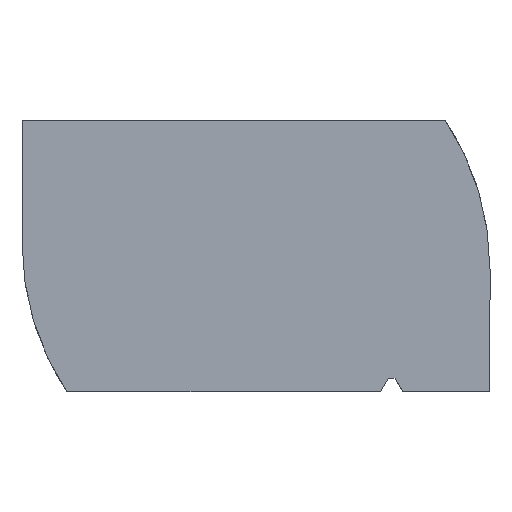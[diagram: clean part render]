
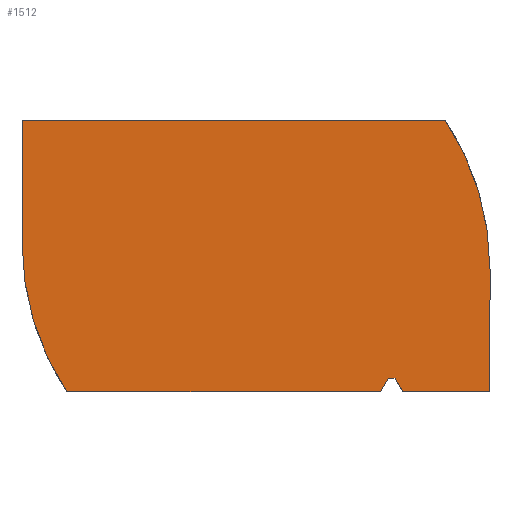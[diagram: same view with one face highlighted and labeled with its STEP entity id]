
A CAD part, front view. The second image highlights one B-rep face of the part: STEP entity #1512.
In plain terms, the highlighted planar face has unit normal (0, -1, 0).
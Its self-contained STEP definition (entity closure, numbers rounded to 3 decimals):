
#12 = EDGE_CURVE ( 'NONE', #32, #108, #1160, .T. ) ;
#30 = ORIENTED_EDGE ( 'NONE', *, *, #380, .F. ) ;
#32 = VERTEX_POINT ( 'NONE', #513 ) ;
#42 = VERTEX_POINT ( 'NONE', #1041 ) ;
#54 = ORIENTED_EDGE ( 'NONE', *, *, #12, .T. ) ;
#68 = ORIENTED_EDGE ( 'NONE', *, *, #1265, .T. ) ;
#101 = DIRECTION ( 'NONE',  ( 0., 1., 0. ) ) ;
#108 = VERTEX_POINT ( 'NONE', #1326 ) ;
#121 = PLANE ( 'NONE',  #930 ) ;
#149 = EDGE_CURVE ( 'NONE', #42, #1623, #923, .T. ) ;
#180 = EDGE_CURVE ( 'NONE', #1200, #108, #1081, .T. ) ;
#272 = VECTOR ( 'NONE', #770, 1000. ) ;
#279 = VECTOR ( 'NONE', #411, 1000. ) ;
#318 = ORIENTED_EDGE ( 'NONE', *, *, #149, .F. ) ;
#341 = DIRECTION ( 'NONE',  ( 1., 0., 0. ) ) ;
#362 = DIRECTION ( 'NONE',  ( 0., -1., 0. ) ) ;
#379 = VERTEX_POINT ( 'NONE', #420 ) ;
#380 = EDGE_CURVE ( 'NONE', #1623, #379, #1279, .T. ) ;
#390 = EDGE_CURVE ( 'NONE', #655, #42, #1416, .T. ) ;
#400 = ORIENTED_EDGE ( 'NONE', *, *, #973, .T. ) ;
#411 = DIRECTION ( 'NONE',  ( -1., 0., 0. ) ) ;
#420 = CARTESIAN_POINT ( 'NONE',  ( 13.953, 0., 10. ) ) ;
#423 = EDGE_CURVE ( 'NONE', #379, #1102, #1447, .T. ) ;
#488 = AXIS2_PLACEMENT_3D ( 'NONE', #1574, #101, #1547 ) ;
#504 = ORIENTED_EDGE ( 'NONE', *, *, #423, .F. ) ;
#506 = ORIENTED_EDGE ( 'NONE', *, *, #390, .F. ) ;
#513 = CARTESIAN_POINT ( 'NONE',  ( 10.25, 0., -9. ) ) ;
#529 = DIRECTION ( 'NONE',  ( -1., 0., 0. ) ) ;
#557 = CARTESIAN_POINT ( 'NONE',  ( -17.25, 0., 10. ) ) ;
#648 = EDGE_CURVE ( 'NONE', #1102, #1200, #1372, .T. ) ;
#653 = VECTOR ( 'NONE', #747, 1000. ) ;
#655 = VERTEX_POINT ( 'NONE', #975 ) ;
#668 = DIRECTION ( 'NONE',  ( 0., 0., -1. ) ) ;
#672 = CARTESIAN_POINT ( 'NONE',  ( -13.953, 0., -10. ) ) ;
#677 = LINE ( 'NONE', #1072, #1008 ) ;
#727 = ORIENTED_EDGE ( 'NONE', *, *, #648, .F. ) ;
#733 = AXIS2_PLACEMENT_3D ( 'NONE', #1291, #1173, #668 ) ;
#747 = DIRECTION ( 'NONE',  ( 0.5, 0., -0.866 ) ) ;
#770 = DIRECTION ( 'NONE',  ( 1., 0., 0. ) ) ;
#795 = EDGE_LOOP ( 'NONE', ( #54, #1524, #727, #504, #30, #318, #506, #1345, #400, #68 ) ) ;
#800 = EDGE_CURVE ( 'NONE', #821, #655, #1151, .T. ) ;
#804 = CARTESIAN_POINT ( 'NONE',  ( -17.25, 0., 10. ) ) ;
#821 = VERTEX_POINT ( 'NONE', #1590 ) ;
#827 = DIRECTION ( 'NONE',  ( 0., 0., 1. ) ) ;
#845 = CARTESIAN_POINT ( 'NONE',  ( 17.25, 0., -10. ) ) ;
#923 = LINE ( 'NONE', #804, #1587 ) ;
#930 = AXIS2_PLACEMENT_3D ( 'NONE', #1054, #362, #1287 ) ;
#947 = DIRECTION ( 'NONE',  ( 0.5, 0., 0.866 ) ) ;
#973 = EDGE_CURVE ( 'NONE', #821, #1377, #677, .T. ) ;
#975 = CARTESIAN_POINT ( 'NONE',  ( -13.953, 0., -10. ) ) ;
#991 = DIRECTION ( 'NONE',  ( 0., 0., -1. ) ) ;
#1000 = CARTESIAN_POINT ( 'NONE',  ( 10.25, 0., -9. ) ) ;
#1008 = VECTOR ( 'NONE', #947, 1000. ) ;
#1041 = CARTESIAN_POINT ( 'NONE',  ( -17.25, 0., 1. ) ) ;
#1054 = CARTESIAN_POINT ( 'NONE',  ( 2.75, 0., 1. ) ) ;
#1072 = CARTESIAN_POINT ( 'NONE',  ( 9.75, 0., -9. ) ) ;
#1081 = LINE ( 'NONE', #672, #1642 ) ;
#1102 = VERTEX_POINT ( 'NONE', #1261 ) ;
#1103 = CARTESIAN_POINT ( 'NONE',  ( 17.25, 0., -1. ) ) ;
#1151 = LINE ( 'NONE', #1342, #279 ) ;
#1160 = LINE ( 'NONE', #1554, #653 ) ;
#1173 = DIRECTION ( 'NONE',  ( 0., 1., 0. ) ) ;
#1200 = VERTEX_POINT ( 'NONE', #845 ) ;
#1261 = CARTESIAN_POINT ( 'NONE',  ( 17.25, 0., -1. ) ) ;
#1265 = EDGE_CURVE ( 'NONE', #1377, #32, #1407, .T. ) ;
#1279 = LINE ( 'NONE', #1676, #272 ) ;
#1287 = DIRECTION ( 'NONE',  ( 0., 0., -1. ) ) ;
#1291 = CARTESIAN_POINT ( 'NONE',  ( -2.75, 0., -1. ) ) ;
#1303 = FACE_OUTER_BOUND ( 'NONE', #795, .T. ) ;
#1326 = CARTESIAN_POINT ( 'NONE',  ( 10.827, 0., -10. ) ) ;
#1342 = CARTESIAN_POINT ( 'NONE',  ( -13.953, 0., -10. ) ) ;
#1345 = ORIENTED_EDGE ( 'NONE', *, *, #800, .F. ) ;
#1372 = LINE ( 'NONE', #1103, #1475 ) ;
#1377 = VERTEX_POINT ( 'NONE', #1635 ) ;
#1407 = LINE ( 'NONE', #1000, #1508 ) ;
#1416 = CIRCLE ( 'NONE', #488, 20. ) ;
#1447 = CIRCLE ( 'NONE', #733, 20. ) ;
#1475 = VECTOR ( 'NONE', #991, 1000. ) ;
#1508 = VECTOR ( 'NONE', #341, 1000. ) ;
#1512 = ADVANCED_FACE ( 'NONE', ( #1303 ), #121, .T. ) ;
#1524 = ORIENTED_EDGE ( 'NONE', *, *, #180, .F. ) ;
#1547 = DIRECTION ( 'NONE',  ( 0., 0., -1. ) ) ;
#1554 = CARTESIAN_POINT ( 'NONE',  ( 10.827, 0., -10. ) ) ;
#1574 = CARTESIAN_POINT ( 'NONE',  ( 2.75, 0., 1. ) ) ;
#1587 = VECTOR ( 'NONE', #827, 1000. ) ;
#1590 = CARTESIAN_POINT ( 'NONE',  ( 9.173, 0., -10. ) ) ;
#1623 = VERTEX_POINT ( 'NONE', #557 ) ;
#1635 = CARTESIAN_POINT ( 'NONE',  ( 9.75, 0., -9. ) ) ;
#1642 = VECTOR ( 'NONE', #529, 1000. ) ;
#1676 = CARTESIAN_POINT ( 'NONE',  ( -17.25, 0., 10. ) ) ;
